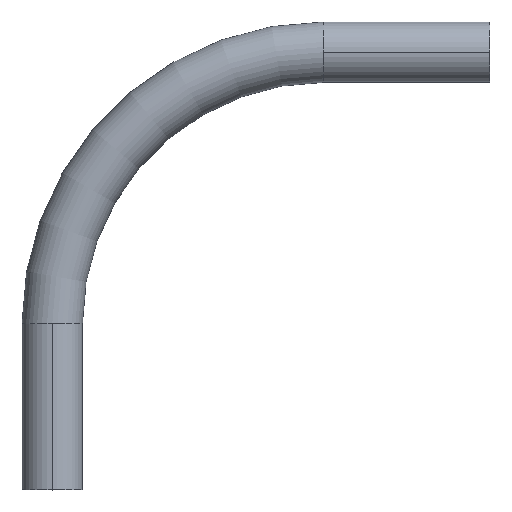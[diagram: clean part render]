
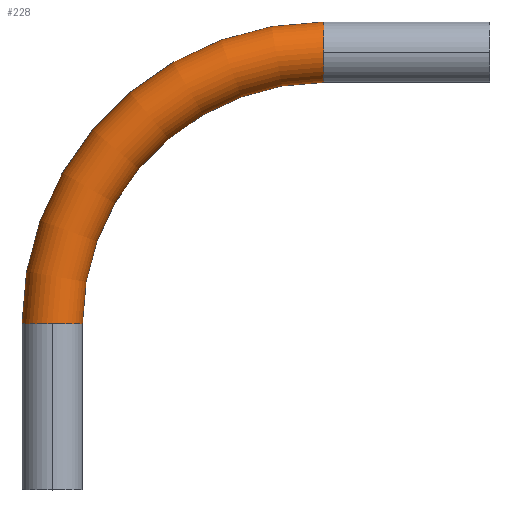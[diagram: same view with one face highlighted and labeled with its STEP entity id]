
A CAD part, top view. The second image highlights one B-rep face of the part: STEP entity #228.
In plain terms, the highlighted toroidal (fillet/blend) face has major radius 90 mm and minor radius 10 mm.
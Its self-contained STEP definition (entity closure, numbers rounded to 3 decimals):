
#2 = CARTESIAN_POINT ( 'NONE',  ( -90., 0., 10. ) ) ;
#7 = EDGE_CURVE ( 'NONE', #40, #166, #9, .T. ) ;
#9 = CIRCLE ( 'NONE', #98, 10. ) ;
#26 = AXIS2_PLACEMENT_3D ( 'NONE', #96, #361, #287 ) ;
#28 = EDGE_LOOP ( 'NONE', ( #219, #154, #414, #273, #427, #161 ) ) ;
#37 = CIRCLE ( 'NONE', #122, 100. ) ;
#40 = VERTEX_POINT ( 'NONE', #2 ) ;
#54 = AXIS2_PLACEMENT_3D ( 'NONE', #283, #203, #58 ) ;
#58 = DIRECTION ( 'NONE',  ( 1., 0., 0. ) ) ;
#96 = CARTESIAN_POINT ( 'NONE',  ( 0., 90., 0. ) ) ;
#98 = AXIS2_PLACEMENT_3D ( 'NONE', #487, #176, #222 ) ;
#101 = VERTEX_POINT ( 'NONE', #195 ) ;
#120 = VERTEX_POINT ( 'NONE', #312 ) ;
#122 = AXIS2_PLACEMENT_3D ( 'NONE', #276, #170, #438 ) ;
#154 = ORIENTED_EDGE ( 'NONE', *, *, #180, .T. ) ;
#161 = ORIENTED_EDGE ( 'NONE', *, *, #323, .F. ) ;
#163 = CARTESIAN_POINT ( 'NONE',  ( -90., 0., 0. ) ) ;
#165 = FACE_OUTER_BOUND ( 'NONE', #28, .T. ) ;
#166 = VERTEX_POINT ( 'NONE', #316 ) ;
#170 = DIRECTION ( 'NONE',  ( 0., 0., 1. ) ) ;
#175 = EDGE_CURVE ( 'NONE', #177, #40, #249, .T. ) ;
#176 = DIRECTION ( 'NONE',  ( 0., 1., 0. ) ) ;
#177 = VERTEX_POINT ( 'NONE', #202 ) ;
#180 = EDGE_CURVE ( 'NONE', #101, #177, #37, .T. ) ;
#189 = VERTEX_POINT ( 'NONE', #233 ) ;
#195 = CARTESIAN_POINT ( 'NONE',  ( 0., 100., 0. ) ) ;
#200 = EDGE_CURVE ( 'NONE', #120, #166, #417, .T. ) ;
#202 = CARTESIAN_POINT ( 'NONE',  ( -100., 0., 0. ) ) ;
#203 = DIRECTION ( 'NONE',  ( 0., 0., 1. ) ) ;
#219 = ORIENTED_EDGE ( 'NONE', *, *, #424, .F. ) ;
#222 = DIRECTION ( 'NONE',  ( 0., 0., -1. ) ) ;
#228 = ADVANCED_FACE ( 'NONE', ( #165 ), #472, .T. ) ;
#233 = CARTESIAN_POINT ( 'NONE',  ( 0., 90., 10. ) ) ;
#249 = CIRCLE ( 'NONE', #496, 10. ) ;
#254 = CARTESIAN_POINT ( 'NONE',  ( 0., 90., 0. ) ) ;
#257 = DIRECTION ( 'NONE',  ( 0., 0., -1. ) ) ;
#273 = ORIENTED_EDGE ( 'NONE', *, *, #7, .T. ) ;
#276 = CARTESIAN_POINT ( 'NONE',  ( 0., 0., 0. ) ) ;
#283 = CARTESIAN_POINT ( 'NONE',  ( 0., 0., 0. ) ) ;
#286 = AXIS2_PLACEMENT_3D ( 'NONE', #254, #489, #257 ) ;
#287 = DIRECTION ( 'NONE',  ( 0., 0., -1. ) ) ;
#312 = CARTESIAN_POINT ( 'NONE',  ( 0., 80., 0. ) ) ;
#316 = CARTESIAN_POINT ( 'NONE',  ( -80., 0., 0. ) ) ;
#323 = EDGE_CURVE ( 'NONE', #189, #120, #497, .T. ) ;
#325 = DIRECTION ( 'NONE',  ( 0., 1., 0. ) ) ;
#354 = DIRECTION ( 'NONE',  ( 0., 0., 1. ) ) ;
#361 = DIRECTION ( 'NONE',  ( 1., 0., 0. ) ) ;
#362 = DIRECTION ( 'NONE',  ( 0., 0., -1. ) ) ;
#373 = CIRCLE ( 'NONE', #286, 10. ) ;
#414 = ORIENTED_EDGE ( 'NONE', *, *, #175, .T. ) ;
#417 = CIRCLE ( 'NONE', #490, 80. ) ;
#424 = EDGE_CURVE ( 'NONE', #101, #189, #373, .T. ) ;
#427 = ORIENTED_EDGE ( 'NONE', *, *, #200, .F. ) ;
#435 = DIRECTION ( 'NONE',  ( 1., 0., 0. ) ) ;
#438 = DIRECTION ( 'NONE',  ( 1., 0., 0. ) ) ;
#472 = TOROIDAL_SURFACE ( 'NONE', #54, 90., 10. ) ;
#484 = CARTESIAN_POINT ( 'NONE',  ( 0., 0., 0. ) ) ;
#487 = CARTESIAN_POINT ( 'NONE',  ( -90., 0., 0. ) ) ;
#489 = DIRECTION ( 'NONE',  ( 1., 0., 0. ) ) ;
#490 = AXIS2_PLACEMENT_3D ( 'NONE', #484, #354, #435 ) ;
#496 = AXIS2_PLACEMENT_3D ( 'NONE', #163, #325, #362 ) ;
#497 = CIRCLE ( 'NONE', #26, 10. ) ;
